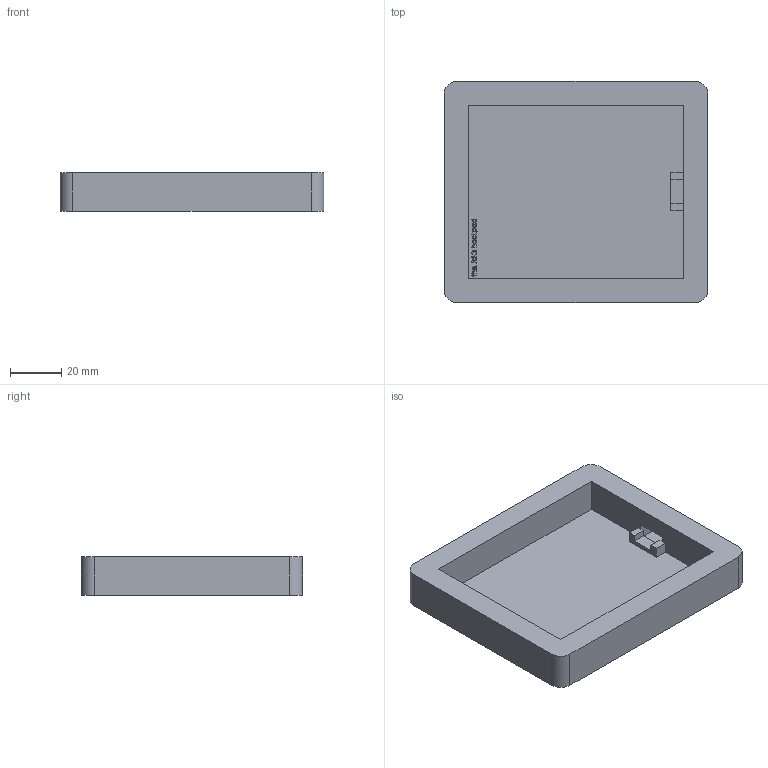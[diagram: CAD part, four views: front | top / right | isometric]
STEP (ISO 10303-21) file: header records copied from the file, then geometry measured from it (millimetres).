
FILE_DESCRIPTION (( 'STEP AP214' ), '1' );
FILE_NAME ('Hackpad Bottom Case.STEP', '2025-12-02T18:27:32', ( '' ), ( '' ), 'SwSTEP 2.0', 'SolidWorks 2025', '' );
FILE_SCHEMA (( 'AUTOMOTIVE_DESIGN' ));
Length unit declared in the file: millimetre
Products named in the file (1): Hackpad Bottom Case
Bounding box: 103.34 x 86.67 x 14.96 mm (x, y, z)
Volume: 56038.7 mm3; surface area: 28098.5 mm2
Topology: 1 solids, 1 shells, 248 faces, 655 edges, 436 vertices
Faces by surface type: plane 145, bspline 91, cylinder 12
Entity records: 11800 total; most frequent: CARTESIAN_POINT 6223, ORIENTED_EDGE 1310, DIRECTION 813, EDGE_CURVE 655, LINE 449, VECTOR 449, VERTEX_POINT 436, EDGE_LOOP 277
